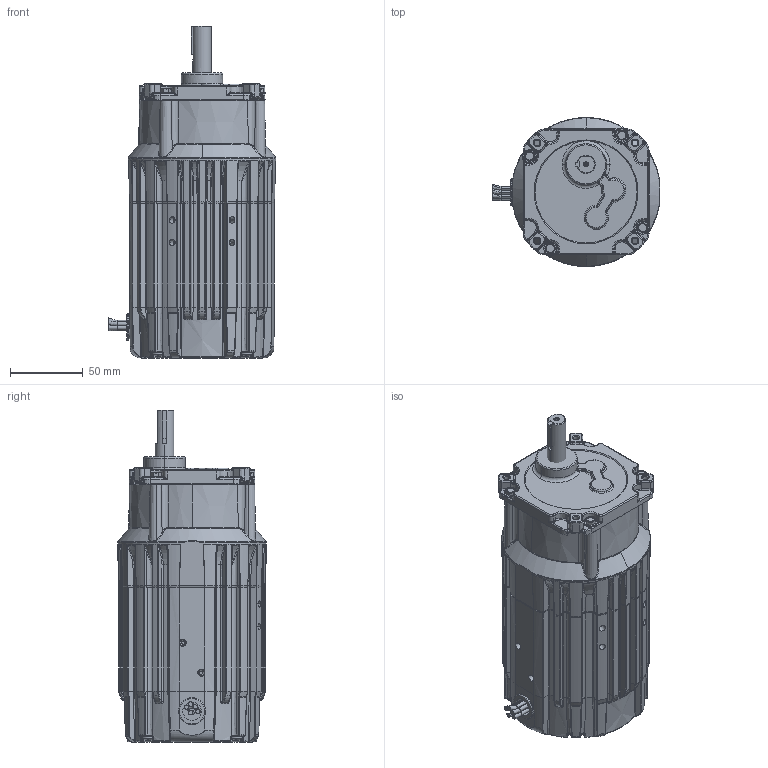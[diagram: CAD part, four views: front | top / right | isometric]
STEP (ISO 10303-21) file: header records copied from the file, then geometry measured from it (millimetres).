
FILE_DESCRIPTION (( 'STEP AP203' ), '1' );
FILE_NAME ('INFM0192.STEP', '2013-04-17T19:36:54', ( 'Admin' ), ( 'Bodine Electric Company' ), 'SwSTEP 2.0', 'SolidWorks 2012', '' );
FILE_SCHEMA (( 'CONFIG_CONTROL_DESIGN' ));
Products named in the file (1): INFM0192
Bounding box: 115.08 x 102.48 x 228.22 mm (x, y, z)
Volume: 889246.4 mm3; surface area: 156144.6 mm2
Topology: 20 solids, 20 shells, 2527 faces, 6104 edges, 3576 vertices
Faces by surface type: bspline 874, plane 555, cylinder 449, torus 326, cone 240, sphere 83
Entity records: 103066 total; most frequent: CARTESIAN_POINT 50725, ORIENTED_EDGE 12064, DIRECTION 9768, EDGE_CURVE 6032, AXIS2_PLACEMENT_3D 4225, VERTEX_POINT 3573, EDGE_LOOP 2581, CIRCLE 2571
